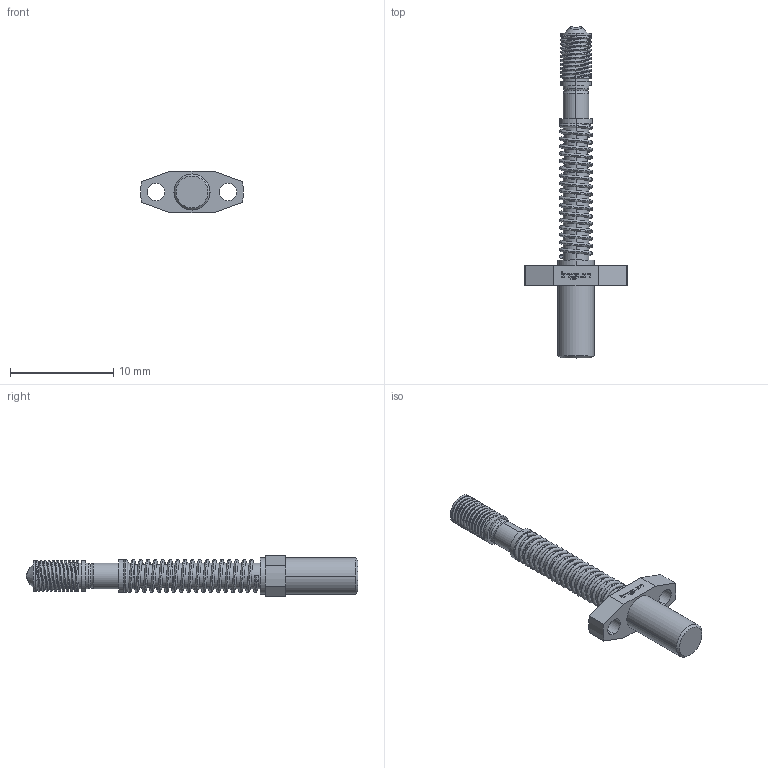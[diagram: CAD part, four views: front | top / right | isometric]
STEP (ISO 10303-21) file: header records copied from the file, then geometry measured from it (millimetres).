
FILE_DESCRIPTION (( 'STEP AP203' ), '1' );
FILE_NAME ('INGUN_HFS-837_201_030_A_xx23_F05.STEP', '2022-05-04T11:08:29', ( 'ochi' ), ( '' ), 'SwSTEP 2.0', 'SolidWorks 2018', '' );
FILE_SCHEMA (( 'CONFIG_CONTROL_DESIGN' ));
Length unit declared in the file: millimetre
Products named in the file (1): INGUN_HFS-837_201_030_A_xx23_F05
Bounding box: 9.98 x 32.2 x 4 mm (x, y, z)
Volume: 255.8 mm3; surface area: 654 mm2
Topology: 2 solids, 2 shells, 163 faces, 402 edges, 259 vertices
Faces by surface type: plane 75, cylinder 36, bspline 26, torus 18, cone 8
Entity records: 10707 total; most frequent: CARTESIAN_POINT 6962, ORIENTED_EDGE 800, DIRECTION 689, EDGE_CURVE 400, AXIS2_PLACEMENT_3D 260, VERTEX_POINT 259, EDGE_LOOP 191, VECTOR 169
